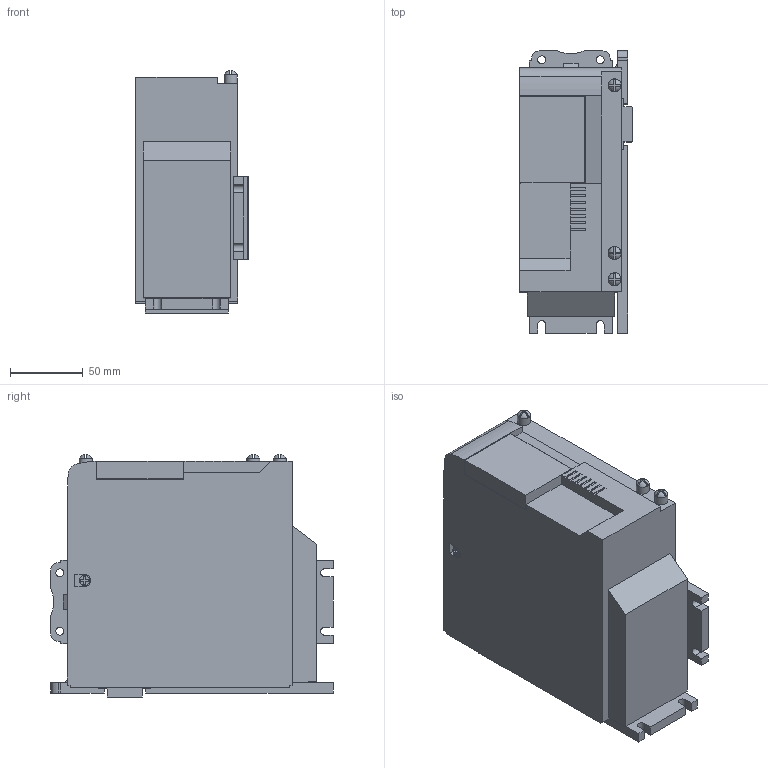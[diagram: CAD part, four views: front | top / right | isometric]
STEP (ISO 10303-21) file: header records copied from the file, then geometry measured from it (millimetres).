
FILE_DESCRIPTION( ( 'STEP AP214' ), '1' );
FILE_NAME( 'ACS55-01N-09A8-2-U_2_14b.stp', ' ', ( ' ' ), ( ' ' ), 'PSStep 15.0.47', 'PARTsolutions', ' ' );
FILE_SCHEMA( ( 'AUTOMOTIVE_DESIGN { 1 0 10303 214 1 1 1 1 }' ) );
Length unit declared in the file: millimetre
Products named in the file (5): ACS55-01N-09A8-2-U; _acs55_body_c; _acs55_top_tack_c; _acs55_bottom_tack_c; _acs55_rail_c
Assembly tree (7 placements, depth 2):
  ACS55-01N-09A8-2-U
    _acs55_body_c
    _acs55_top_tack_c  x2
    _acs55_bottom_tack_c  x2
    _acs55_rail_c  x2
Bounding box: 77 x 193.5 x 166.45 mm (x, y, z)
Volume: 729182.6 mm3; surface area: 225126.3 mm2
Topology: 7 solids, 7 shells, 330 faces, 932 edges, 622 vertices
Faces by surface type: plane 290, cylinder 37, sphere 3
Full cylindrical faces by diameter (mm): 5.5 x4, 7 x1, 9 x3
Entity records: 10865 total; most frequent: CARTESIAN_POINT 1527, ORIENTED_EDGE 1496, DIRECTION 1387, EDGE_CURVE 748, LINE 663, VECTOR 663, VERTEX_POINT 502, AXIS2_PLACEMENT_3D 362
